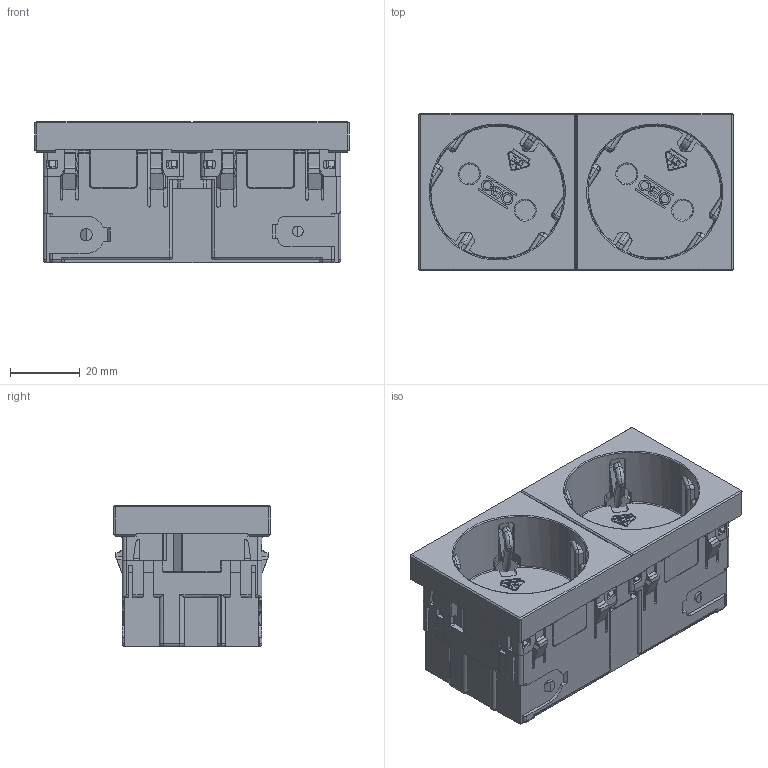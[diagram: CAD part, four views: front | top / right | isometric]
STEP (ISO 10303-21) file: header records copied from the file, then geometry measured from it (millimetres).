
FILE_DESCRIPTION (( 'STEP AP214' ), '1' );
FILE_NAME ('6120482.stp', '2017-08-16T12:04:57', ( '' ), ( '' ), 'SwSTEP 2.0', 'SolidWorks 2016', '' );
FILE_SCHEMA (( 'AUTOMOTIVE_DESIGN' ));
Length unit declared in the file: millimetre
Products named in the file (9): 071641_Standard; 071640_Standard; 071640T2_Standard; 071640T1_Standard; 071641T2_Standard; 071641T1; 072095_Standard; 072099_Standard; 6120482
Assembly tree (10 placements, depth 4):
  6120482
    072099_Standard
    072095_Standard
    071641_Standard
      071641T1
      071641T2_Standard  x2
      071640_Standard  x2
        071640T1_Standard
        071640T2_Standard
Bounding box: 89.9 x 45 x 40.4 mm (x, y, z)
Volume: 90803.4 mm3; surface area: 45918.7 mm2
Topology: 9 solids, 9 shells, 2667 faces, 7460 edges, 4808 vertices
Faces by surface type: plane 1411, cylinder 959, bspline 269, torus 16, cone 12
Entity records: 94786 total; most frequent: CARTESIAN_POINT 30487, ORIENTED_EDGE 13058, DIRECTION 11126, EDGE_CURVE 6529, LINE 4262, VECTOR 4262, VERTEX_POINT 4226, AXIS2_PLACEMENT_3D 3432
